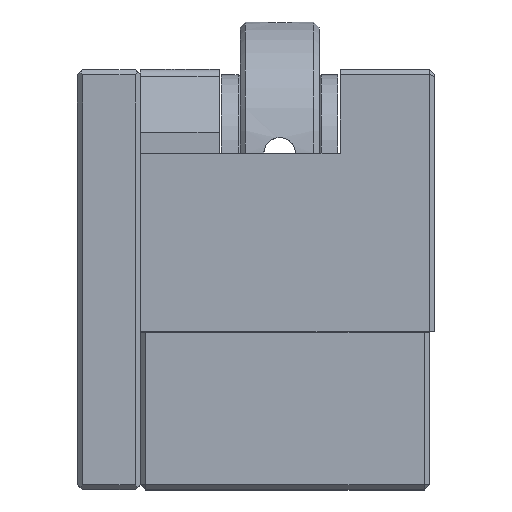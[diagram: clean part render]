
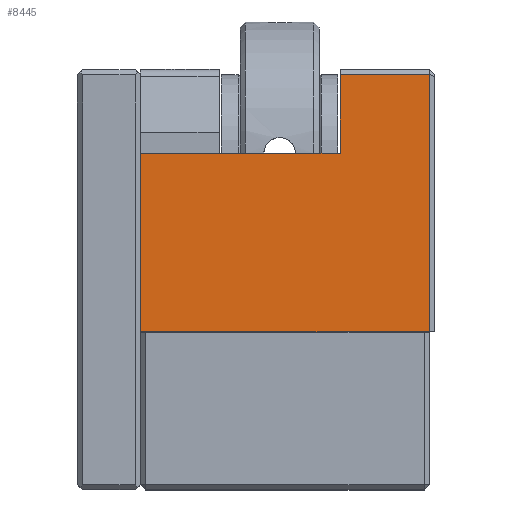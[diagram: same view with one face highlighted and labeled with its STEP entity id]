
A CAD part, left-side view. The second image highlights one B-rep face of the part: STEP entity #8445.
In plain terms, the highlighted planar face has unit normal (-1, 0, 0).
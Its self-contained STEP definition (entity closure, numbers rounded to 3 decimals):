
#40 = ORIENTED_EDGE ( 'NONE', *, *, #3858, .T. ) ;
#456 = VECTOR ( 'NONE', #483, 1000. ) ;
#483 = DIRECTION ( 'NONE',  ( 0., 0., -1. ) ) ;
#560 = DIRECTION ( 'NONE',  ( 0., -1., 0. ) ) ;
#876 = DIRECTION ( 'NONE',  ( 0., 0., -1. ) ) ;
#1303 = CARTESIAN_POINT ( 'NONE',  ( -20., -27.5, -0.5 ) ) ;
#1336 = ORIENTED_EDGE ( 'NONE', *, *, #4339, .F. ) ;
#1351 = CARTESIAN_POINT ( 'NONE',  ( -20., -28., -0.5 ) ) ;
#1830 = DIRECTION ( 'NONE',  ( 0., 0., -1. ) ) ;
#1834 = VERTEX_POINT ( 'NONE', #7328 ) ;
#1857 = PLANE ( 'NONE',  #8287 ) ;
#1963 = VERTEX_POINT ( 'NONE', #2485 ) ;
#2096 = CARTESIAN_POINT ( 'NONE',  ( -20., -28., -8. ) ) ;
#2317 = VERTEX_POINT ( 'NONE', #6842 ) ;
#2358 = VECTOR ( 'NONE', #6134, 1000. ) ;
#2485 = CARTESIAN_POINT ( 'NONE',  ( -20., -27.5, -25. ) ) ;
#2950 = EDGE_CURVE ( 'NONE', #2317, #4978, #3072, .T. ) ;
#3072 = LINE ( 'NONE', #2096, #9791 ) ;
#3086 = EDGE_CURVE ( 'NONE', #1834, #4978, #4108, .T. ) ;
#3158 = VECTOR ( 'NONE', #560, 1000. ) ;
#3196 = EDGE_CURVE ( 'NONE', #1834, #5003, #9750, .T. ) ;
#3267 = CARTESIAN_POINT ( 'NONE',  ( -20., -28., -25. ) ) ;
#3569 = CARTESIAN_POINT ( 'NONE',  ( -20., -28., 0. ) ) ;
#3583 = ORIENTED_EDGE ( 'NONE', *, *, #3196, .F. ) ;
#3858 = EDGE_CURVE ( 'NONE', #6232, #1963, #8908, .T. ) ;
#3872 = ORIENTED_EDGE ( 'NONE', *, *, #3086, .T. ) ;
#4108 = LINE ( 'NONE', #9689, #5481 ) ;
#4236 = EDGE_LOOP ( 'NONE', ( #1336, #3583, #3872, #11120, #7532, #40 ) ) ;
#4339 = EDGE_CURVE ( 'NONE', #5003, #1963, #4651, .T. ) ;
#4651 = LINE ( 'NONE', #5638, #10976 ) ;
#4978 = VERTEX_POINT ( 'NONE', #9276 ) ;
#5003 = VERTEX_POINT ( 'NONE', #1303 ) ;
#5481 = VECTOR ( 'NONE', #9868, 1000. ) ;
#5638 = CARTESIAN_POINT ( 'NONE',  ( -20., -27.5, 0. ) ) ;
#6134 = DIRECTION ( 'NONE',  ( 0., -1., 0. ) ) ;
#6232 = VERTEX_POINT ( 'NONE', #6259 ) ;
#6259 = CARTESIAN_POINT ( 'NONE',  ( -20., 0., -25. ) ) ;
#6465 = EDGE_CURVE ( 'NONE', #2317, #6232, #10892, .T. ) ;
#6842 = CARTESIAN_POINT ( 'NONE',  ( -20., 0., -8. ) ) ;
#7313 = DIRECTION ( 'NONE',  ( 1., 0., 0. ) ) ;
#7328 = CARTESIAN_POINT ( 'NONE',  ( -20., -19., -0.5 ) ) ;
#7532 = ORIENTED_EDGE ( 'NONE', *, *, #6465, .T. ) ;
#7554 = DIRECTION ( 'NONE',  ( 0., -1., 0. ) ) ;
#8287 = AXIS2_PLACEMENT_3D ( 'NONE', #3569, #7313, #876 ) ;
#8445 = ADVANCED_FACE ( 'NONE', ( #9150 ), #1857, .F. ) ;
#8908 = LINE ( 'NONE', #3267, #3158 ) ;
#9150 = FACE_OUTER_BOUND ( 'NONE', #4236, .T. ) ;
#9276 = CARTESIAN_POINT ( 'NONE',  ( -20., -19., -8. ) ) ;
#9689 = CARTESIAN_POINT ( 'NONE',  ( -20., -19., -8. ) ) ;
#9750 = LINE ( 'NONE', #1351, #2358 ) ;
#9791 = VECTOR ( 'NONE', #7554, 1000. ) ;
#9868 = DIRECTION ( 'NONE',  ( 0., 0., -1. ) ) ;
#10717 = CARTESIAN_POINT ( 'NONE',  ( -20., 0., 0. ) ) ;
#10892 = LINE ( 'NONE', #10717, #456 ) ;
#10976 = VECTOR ( 'NONE', #1830, 1000. ) ;
#11120 = ORIENTED_EDGE ( 'NONE', *, *, #2950, .F. ) ;
